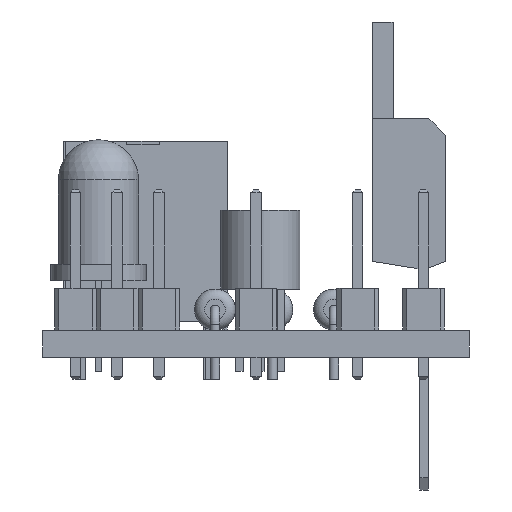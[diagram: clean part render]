
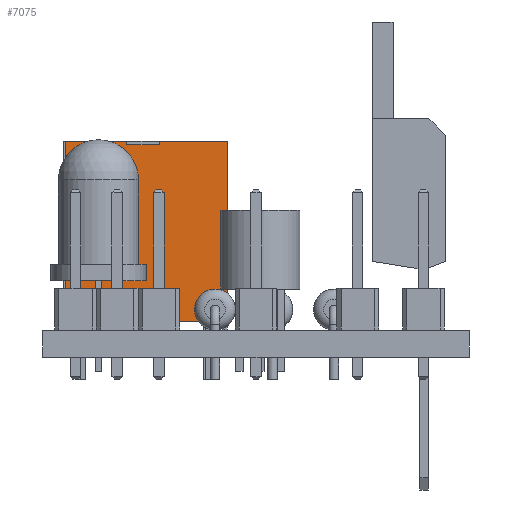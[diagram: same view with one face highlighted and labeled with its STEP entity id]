
A CAD part, left-side view. The second image highlights one B-rep face of the part: STEP entity #7075.
In plain terms, the highlighted face is planar.
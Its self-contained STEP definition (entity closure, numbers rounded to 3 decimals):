
#7075 = ADVANCED_FACE('',(#7076),#7090,.T.);
#7076 = FACE_BOUND('',#7077,.T.);
#7077 = EDGE_LOOP('',(#7078,#7113,#7141,#7169,#7197,#7225,#7253,#7276));
#7078 = ORIENTED_EDGE('',*,*,#7079,.F.);
#7079 = EDGE_CURVE('',#7080,#7082,#7084,.T.);
#7080 = VERTEX_POINT('',#7081);
#7081 = CARTESIAN_POINT('',(-1.2,1.3,0.5));
#7082 = VERTEX_POINT('',#7083);
#7083 = CARTESIAN_POINT('',(8.7,1.3,0.5));
#7084 = SURFACE_CURVE('',#7085,(#7089,#7101),.PCURVE_S1.);
#7085 = LINE('',#7086,#7087);
#7086 = CARTESIAN_POINT('',(-1.2,1.3,0.5));
#7087 = VECTOR('',#7088,1.);
#7088 = DIRECTION('',(1.,0.,0.));
#7089 = PCURVE('',#7090,#7095);
#7090 = PLANE('',#7091);
#7091 = AXIS2_PLACEMENT_3D('',#7092,#7093,#7094);
#7092 = CARTESIAN_POINT('',(-1.2,1.3,0.5));
#7093 = DIRECTION('',(0.,1.,0.));
#7094 = DIRECTION('',(1.,0.,0.));
#7095 = DEFINITIONAL_REPRESENTATION('',(#7096),#7100);
#7096 = LINE('',#7097,#7098);
#7097 = CARTESIAN_POINT('',(0.,0.));
#7098 = VECTOR('',#7099,1.);
#7099 = DIRECTION('',(1.,0.));
#7100 = ( GEOMETRIC_REPRESENTATION_CONTEXT(2) 
PARAMETRIC_REPRESENTATION_CONTEXT() REPRESENTATION_CONTEXT('2D SPACE',''
  ) );
#7101 = PCURVE('',#7102,#7107);
#7102 = PLANE('',#7103);
#7103 = AXIS2_PLACEMENT_3D('',#7104,#7105,#7106);
#7104 = CARTESIAN_POINT('',(-1.2,1.3,0.5));
#7105 = DIRECTION('',(0.,0.,1.));
#7106 = DIRECTION('',(1.,0.,-0.));
#7107 = DEFINITIONAL_REPRESENTATION('',(#7108),#7112);
#7108 = LINE('',#7109,#7110);
#7109 = CARTESIAN_POINT('',(0.,0.));
#7110 = VECTOR('',#7111,1.);
#7111 = DIRECTION('',(1.,0.));
#7112 = ( GEOMETRIC_REPRESENTATION_CONTEXT(2) 
PARAMETRIC_REPRESENTATION_CONTEXT() REPRESENTATION_CONTEXT('2D SPACE',''
  ) );
#7113 = ORIENTED_EDGE('',*,*,#7114,.T.);
#7114 = EDGE_CURVE('',#7080,#7115,#7117,.T.);
#7115 = VERTEX_POINT('',#7116);
#7116 = CARTESIAN_POINT('',(-1.2,1.3,11.5));
#7117 = SURFACE_CURVE('',#7118,(#7122,#7129),.PCURVE_S1.);
#7118 = LINE('',#7119,#7120);
#7119 = CARTESIAN_POINT('',(-1.2,1.3,0.5));
#7120 = VECTOR('',#7121,1.);
#7121 = DIRECTION('',(0.,0.,1.));
#7122 = PCURVE('',#7090,#7123);
#7123 = DEFINITIONAL_REPRESENTATION('',(#7124),#7128);
#7124 = LINE('',#7125,#7126);
#7125 = CARTESIAN_POINT('',(0.,0.));
#7126 = VECTOR('',#7127,1.);
#7127 = DIRECTION('',(0.,-1.));
#7128 = ( GEOMETRIC_REPRESENTATION_CONTEXT(2) 
PARAMETRIC_REPRESENTATION_CONTEXT() REPRESENTATION_CONTEXT('2D SPACE',''
  ) );
#7129 = PCURVE('',#7130,#7135);
#7130 = PLANE('',#7131);
#7131 = AXIS2_PLACEMENT_3D('',#7132,#7133,#7134);
#7132 = CARTESIAN_POINT('',(-1.2,-19.,0.5));
#7133 = DIRECTION('',(1.,0.,0.));
#7134 = DIRECTION('',(0.,0.,1.));
#7135 = DEFINITIONAL_REPRESENTATION('',(#7136),#7140);
#7136 = LINE('',#7137,#7138);
#7137 = CARTESIAN_POINT('',(0.,-20.3));
#7138 = VECTOR('',#7139,1.);
#7139 = DIRECTION('',(1.,0.));
#7140 = ( GEOMETRIC_REPRESENTATION_CONTEXT(2) 
PARAMETRIC_REPRESENTATION_CONTEXT() REPRESENTATION_CONTEXT('2D SPACE',''
  ) );
#7141 = ORIENTED_EDGE('',*,*,#7142,.T.);
#7142 = EDGE_CURVE('',#7115,#7143,#7145,.T.);
#7143 = VERTEX_POINT('',#7144);
#7144 = CARTESIAN_POINT('',(2.947,1.3,11.5));
#7145 = SURFACE_CURVE('',#7146,(#7150,#7157),.PCURVE_S1.);
#7146 = LINE('',#7147,#7148);
#7147 = CARTESIAN_POINT('',(-1.2,1.3,11.5));
#7148 = VECTOR('',#7149,1.);
#7149 = DIRECTION('',(1.,0.,0.));
#7150 = PCURVE('',#7090,#7151);
#7151 = DEFINITIONAL_REPRESENTATION('',(#7152),#7156);
#7152 = LINE('',#7153,#7154);
#7153 = CARTESIAN_POINT('',(0.,-11.));
#7154 = VECTOR('',#7155,1.);
#7155 = DIRECTION('',(1.,0.));
#7156 = ( GEOMETRIC_REPRESENTATION_CONTEXT(2) 
PARAMETRIC_REPRESENTATION_CONTEXT() REPRESENTATION_CONTEXT('2D SPACE',''
  ) );
#7157 = PCURVE('',#7158,#7163);
#7158 = PLANE('',#7159);
#7159 = AXIS2_PLACEMENT_3D('',#7160,#7161,#7162);
#7160 = CARTESIAN_POINT('',(-1.2,1.3,11.5));
#7161 = DIRECTION('',(0.,0.,1.));
#7162 = DIRECTION('',(1.,0.,-0.));
#7163 = DEFINITIONAL_REPRESENTATION('',(#7164),#7168);
#7164 = LINE('',#7165,#7166);
#7165 = CARTESIAN_POINT('',(0.,0.));
#7166 = VECTOR('',#7167,1.);
#7167 = DIRECTION('',(1.,0.));
#7168 = ( GEOMETRIC_REPRESENTATION_CONTEXT(2) 
PARAMETRIC_REPRESENTATION_CONTEXT() REPRESENTATION_CONTEXT('2D SPACE',''
  ) );
#7169 = ORIENTED_EDGE('',*,*,#7170,.T.);
#7170 = EDGE_CURVE('',#7143,#7171,#7173,.T.);
#7171 = VERTEX_POINT('',#7172);
#7172 = CARTESIAN_POINT('',(2.947,1.3,11.3));
#7173 = SURFACE_CURVE('',#7174,(#7178,#7185),.PCURVE_S1.);
#7174 = LINE('',#7175,#7176);
#7175 = CARTESIAN_POINT('',(2.947,1.3,11.5));
#7176 = VECTOR('',#7177,1.);
#7177 = DIRECTION('',(-0.,-0.,-1.));
#7178 = PCURVE('',#7090,#7179);
#7179 = DEFINITIONAL_REPRESENTATION('',(#7180),#7184);
#7180 = LINE('',#7181,#7182);
#7181 = CARTESIAN_POINT('',(4.147,-11.));
#7182 = VECTOR('',#7183,1.);
#7183 = DIRECTION('',(0.,1.));
#7184 = ( GEOMETRIC_REPRESENTATION_CONTEXT(2) 
PARAMETRIC_REPRESENTATION_CONTEXT() REPRESENTATION_CONTEXT('2D SPACE',''
  ) );
#7185 = PCURVE('',#7186,#7191);
#7186 = PLANE('',#7187);
#7187 = AXIS2_PLACEMENT_3D('',#7188,#7189,#7190);
#7188 = CARTESIAN_POINT('',(2.947,-0.7,11.5));
#7189 = DIRECTION('',(1.,0.,0.));
#7190 = DIRECTION('',(-0.,1.,0.));
#7191 = DEFINITIONAL_REPRESENTATION('',(#7192),#7196);
#7192 = LINE('',#7193,#7194);
#7193 = CARTESIAN_POINT('',(2.,0.));
#7194 = VECTOR('',#7195,1.);
#7195 = DIRECTION('',(0.,-1.));
#7196 = ( GEOMETRIC_REPRESENTATION_CONTEXT(2) 
PARAMETRIC_REPRESENTATION_CONTEXT() REPRESENTATION_CONTEXT('2D SPACE',''
  ) );
#7197 = ORIENTED_EDGE('',*,*,#7198,.T.);
#7198 = EDGE_CURVE('',#7171,#7199,#7201,.T.);
#7199 = VERTEX_POINT('',#7200);
#7200 = CARTESIAN_POINT('',(4.947,1.3,11.3));
#7201 = SURFACE_CURVE('',#7202,(#7206,#7213),.PCURVE_S1.);
#7202 = LINE('',#7203,#7204);
#7203 = CARTESIAN_POINT('',(2.947,1.3,11.3));
#7204 = VECTOR('',#7205,1.);
#7205 = DIRECTION('',(1.,0.,0.));
#7206 = PCURVE('',#7090,#7207);
#7207 = DEFINITIONAL_REPRESENTATION('',(#7208),#7212);
#7208 = LINE('',#7209,#7210);
#7209 = CARTESIAN_POINT('',(4.147,-10.8));
#7210 = VECTOR('',#7211,1.);
#7211 = DIRECTION('',(1.,0.));
#7212 = ( GEOMETRIC_REPRESENTATION_CONTEXT(2) 
PARAMETRIC_REPRESENTATION_CONTEXT() REPRESENTATION_CONTEXT('2D SPACE',''
  ) );
#7213 = PCURVE('',#7214,#7219);
#7214 = PLANE('',#7215);
#7215 = AXIS2_PLACEMENT_3D('',#7216,#7217,#7218);
#7216 = CARTESIAN_POINT('',(2.947,1.3,11.3));
#7217 = DIRECTION('',(0.,0.,1.));
#7218 = DIRECTION('',(1.,0.,-0.));
#7219 = DEFINITIONAL_REPRESENTATION('',(#7220),#7224);
#7220 = LINE('',#7221,#7222);
#7221 = CARTESIAN_POINT('',(0.,0.));
#7222 = VECTOR('',#7223,1.);
#7223 = DIRECTION('',(1.,0.));
#7224 = ( GEOMETRIC_REPRESENTATION_CONTEXT(2) 
PARAMETRIC_REPRESENTATION_CONTEXT() REPRESENTATION_CONTEXT('2D SPACE',''
  ) );
#7225 = ORIENTED_EDGE('',*,*,#7226,.F.);
#7226 = EDGE_CURVE('',#7227,#7199,#7229,.T.);
#7227 = VERTEX_POINT('',#7228);
#7228 = CARTESIAN_POINT('',(4.947,1.3,11.5));
#7229 = SURFACE_CURVE('',#7230,(#7234,#7241),.PCURVE_S1.);
#7230 = LINE('',#7231,#7232);
#7231 = CARTESIAN_POINT('',(4.947,1.3,11.5));
#7232 = VECTOR('',#7233,1.);
#7233 = DIRECTION('',(-0.,-0.,-1.));
#7234 = PCURVE('',#7090,#7235);
#7235 = DEFINITIONAL_REPRESENTATION('',(#7236),#7240);
#7236 = LINE('',#7237,#7238);
#7237 = CARTESIAN_POINT('',(6.147,-11.));
#7238 = VECTOR('',#7239,1.);
#7239 = DIRECTION('',(0.,1.));
#7240 = ( GEOMETRIC_REPRESENTATION_CONTEXT(2) 
PARAMETRIC_REPRESENTATION_CONTEXT() REPRESENTATION_CONTEXT('2D SPACE',''
  ) );
#7241 = PCURVE('',#7242,#7247);
#7242 = PLANE('',#7243);
#7243 = AXIS2_PLACEMENT_3D('',#7244,#7245,#7246);
#7244 = CARTESIAN_POINT('',(4.947,1.3,11.5));
#7245 = DIRECTION('',(-1.,0.,0.));
#7246 = DIRECTION('',(0.,-1.,0.));
#7247 = DEFINITIONAL_REPRESENTATION('',(#7248),#7252);
#7248 = LINE('',#7249,#7250);
#7249 = CARTESIAN_POINT('',(0.,0.));
#7250 = VECTOR('',#7251,1.);
#7251 = DIRECTION('',(0.,-1.));
#7252 = ( GEOMETRIC_REPRESENTATION_CONTEXT(2) 
PARAMETRIC_REPRESENTATION_CONTEXT() REPRESENTATION_CONTEXT('2D SPACE',''
  ) );
#7253 = ORIENTED_EDGE('',*,*,#7254,.T.);
#7254 = EDGE_CURVE('',#7227,#7255,#7257,.T.);
#7255 = VERTEX_POINT('',#7256);
#7256 = CARTESIAN_POINT('',(8.7,1.3,11.5));
#7257 = SURFACE_CURVE('',#7258,(#7262,#7269),.PCURVE_S1.);
#7258 = LINE('',#7259,#7260);
#7259 = CARTESIAN_POINT('',(-1.2,1.3,11.5));
#7260 = VECTOR('',#7261,1.);
#7261 = DIRECTION('',(1.,0.,0.));
#7262 = PCURVE('',#7090,#7263);
#7263 = DEFINITIONAL_REPRESENTATION('',(#7264),#7268);
#7264 = LINE('',#7265,#7266);
#7265 = CARTESIAN_POINT('',(0.,-11.));
#7266 = VECTOR('',#7267,1.);
#7267 = DIRECTION('',(1.,0.));
#7268 = ( GEOMETRIC_REPRESENTATION_CONTEXT(2) 
PARAMETRIC_REPRESENTATION_CONTEXT() REPRESENTATION_CONTEXT('2D SPACE',''
  ) );
#7269 = PCURVE('',#7158,#7270);
#7270 = DEFINITIONAL_REPRESENTATION('',(#7271),#7275);
#7271 = LINE('',#7272,#7273);
#7272 = CARTESIAN_POINT('',(0.,0.));
#7273 = VECTOR('',#7274,1.);
#7274 = DIRECTION('',(1.,0.));
#7275 = ( GEOMETRIC_REPRESENTATION_CONTEXT(2) 
PARAMETRIC_REPRESENTATION_CONTEXT() REPRESENTATION_CONTEXT('2D SPACE',''
  ) );
#7276 = ORIENTED_EDGE('',*,*,#7277,.F.);
#7277 = EDGE_CURVE('',#7082,#7255,#7278,.T.);
#7278 = SURFACE_CURVE('',#7279,(#7283,#7290),.PCURVE_S1.);
#7279 = LINE('',#7280,#7281);
#7280 = CARTESIAN_POINT('',(8.7,1.3,0.5));
#7281 = VECTOR('',#7282,1.);
#7282 = DIRECTION('',(0.,0.,1.));
#7283 = PCURVE('',#7090,#7284);
#7284 = DEFINITIONAL_REPRESENTATION('',(#7285),#7289);
#7285 = LINE('',#7286,#7287);
#7286 = CARTESIAN_POINT('',(9.9,0.));
#7287 = VECTOR('',#7288,1.);
#7288 = DIRECTION('',(0.,-1.));
#7289 = ( GEOMETRIC_REPRESENTATION_CONTEXT(2) 
PARAMETRIC_REPRESENTATION_CONTEXT() REPRESENTATION_CONTEXT('2D SPACE',''
  ) );
#7290 = PCURVE('',#7291,#7296);
#7291 = PLANE('',#7292);
#7292 = AXIS2_PLACEMENT_3D('',#7293,#7294,#7295);
#7293 = CARTESIAN_POINT('',(8.7,1.3,0.5));
#7294 = DIRECTION('',(-1.,0.,0.));
#7295 = DIRECTION('',(0.,0.,-1.));
#7296 = DEFINITIONAL_REPRESENTATION('',(#7297),#7301);
#7297 = LINE('',#7298,#7299);
#7298 = CARTESIAN_POINT('',(0.,-0.));
#7299 = VECTOR('',#7300,1.);
#7300 = DIRECTION('',(-1.,-0.));
#7301 = ( GEOMETRIC_REPRESENTATION_CONTEXT(2) 
PARAMETRIC_REPRESENTATION_CONTEXT() REPRESENTATION_CONTEXT('2D SPACE',''
  ) );
